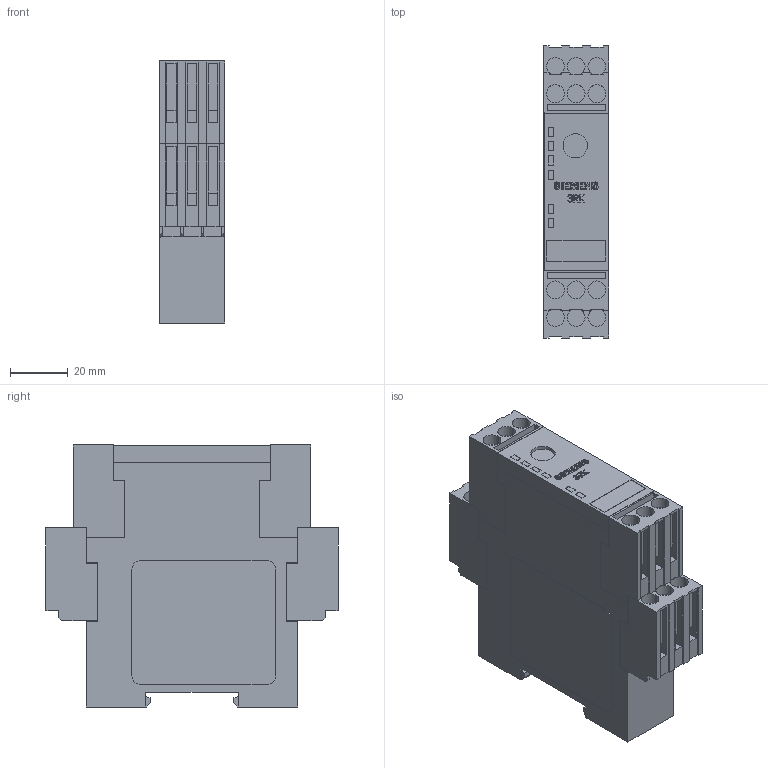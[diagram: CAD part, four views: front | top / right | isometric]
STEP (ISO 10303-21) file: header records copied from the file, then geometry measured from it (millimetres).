
FILE_DESCRIPTION(/* description */ (''),/* implementation_level */ '2;1');
FILE_NAME(/* name */ 'G_NSA0_XX_90121_neu_V.stp',/* time_stamp */ '2025-12-03T16:25:19+01:00',/* author */ (''),/* organization */ (''),/* preprocessor_version */ 'ST-DEVELOPER v18.101',/* originating_system */ 'SIEMENS PLM Software NX 2008',/* authorisation */ '');
FILE_SCHEMA (('AUTOMOTIVE_DESIGN { 1 0 10303 214 3 1 1 1 }'));
Length unit declared in the file: millimetre
Products named in the file (1): G_NSA0_XX_90121V_stp
Bounding box: 22.6 x 101.6 x 91.1 mm (x, y, z)
Volume: 165932.7 mm3; surface area: 29344.6 mm2
Topology: 1 solids, 1 shells, 549 faces, 1493 edges, 986 vertices
Faces by surface type: plane 470, cylinder 62, extrusion 17
Entity records: 21983 total; most frequent: CARTESIAN_POINT 4433, ORIENTED_EDGE 2986, DIRECTION 2520, EDGE_CURVE 1493, VECTOR 1286, LINE 1269, VERTEX_POINT 986, AXIS2_PLACEMENT_3D 617
